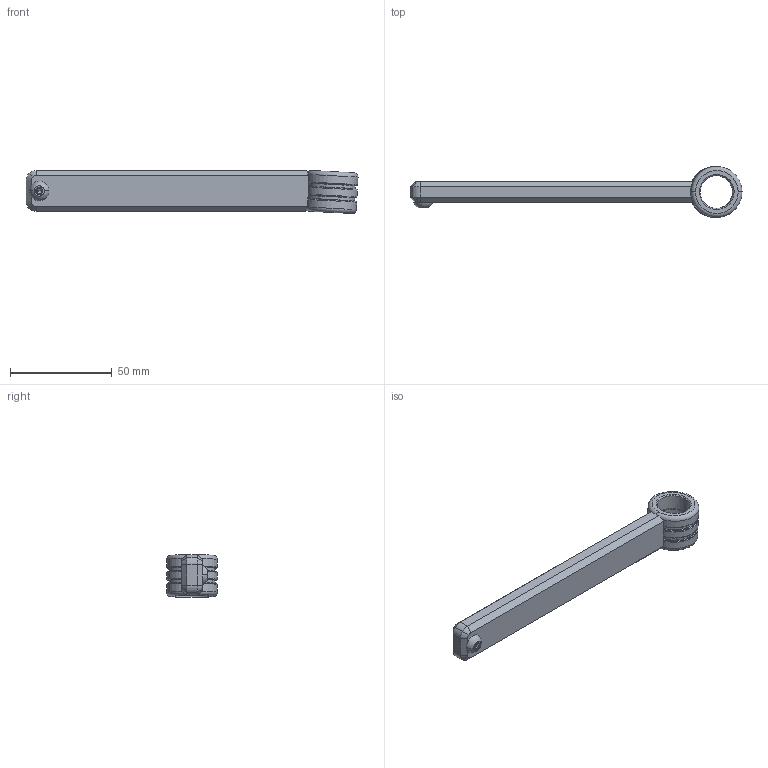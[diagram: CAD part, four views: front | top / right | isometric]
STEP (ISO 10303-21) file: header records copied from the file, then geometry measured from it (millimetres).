
FILE_DESCRIPTION(('STEP AP214'),'1');
FILE_NAME('160643.STP','2011-09-08T07:48:45',(' '),(' '),'Spatial InterOp 3D',' ',' ');
FILE_SCHEMA(('automotive_design'));
Length unit declared in the file: millimetre
Products named in the file (3): Quader; Zylinder; Flachkopfschraube ISO 7380 M5x10
Bounding box: 162.85 x 25 x 21.07 mm (x, y, z)
Volume: 29827.1 mm3; surface area: 11734.4 mm2
Topology: 3 solids, 3 shells, 393 faces, 1054 edges, 684 vertices
Faces by surface type: cylinder 239, plane 104, cone 26, torus 22, sphere 2
Entity records: 15706 total; most frequent: DIRECTION 2398, CARTESIAN_POINT 2144, ORIENTED_EDGE 2104, EDGE_CURVE 1052, AXIS2_PLACEMENT_3D 956, VERTEX_POINT 684, CIRCLE 552, LINE 486
